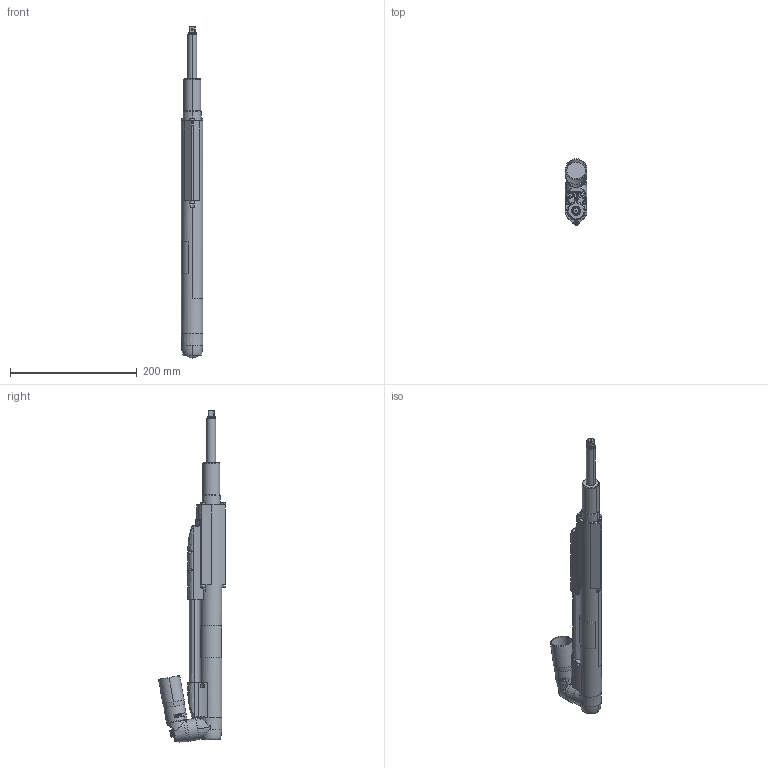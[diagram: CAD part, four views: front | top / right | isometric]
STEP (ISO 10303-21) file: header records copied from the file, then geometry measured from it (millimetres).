
FILE_DESCRIPTION((''),'2;1');
FILE_NAME('EXT_COMP_SW0003','2024-04-22T14:42:01',('INEdipo'),(''),'CREO PARAMETRIC BY PTC INC, 2022414','CREO PARAMETRIC BY PTC INC, 2022414','');
FILE_SCHEMA(('AP242_MANAGED_MODEL_BASED_3D_ENGINEERING_MIM_LF { 1 0 10303 442 1 1 4 }'));
Products named in the file (1): EXT_COMP_SW0003
Bounding box: 34.5 x 105.62 x 524.69 mm (x, y, z)
Volume: 588320.9 mm3; surface area: 98179.5 mm2
Topology: 1 solids, 1 shells, 1358 faces, 3587 edges, 2295 vertices
Faces by surface type: plane 644, cylinder 293, bspline 228, torus 132, cone 45, extrusion 6, sphere 6, revolution 4
Entity records: 66201 total; most frequent: CARTESIAN_POINT 25126, ORIENTED_EDGE 7162, DIRECTION 5892, EDGE_CURVE 3581, VERTEX_POINT 2295, AXIS2_PLACEMENT_3D 2128, VECTOR 1632, LINE 1626
